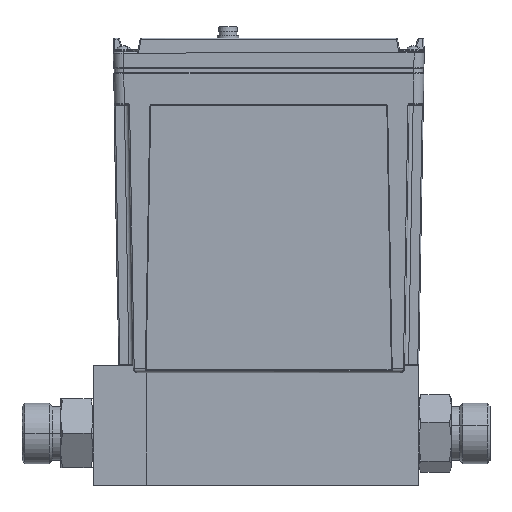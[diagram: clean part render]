
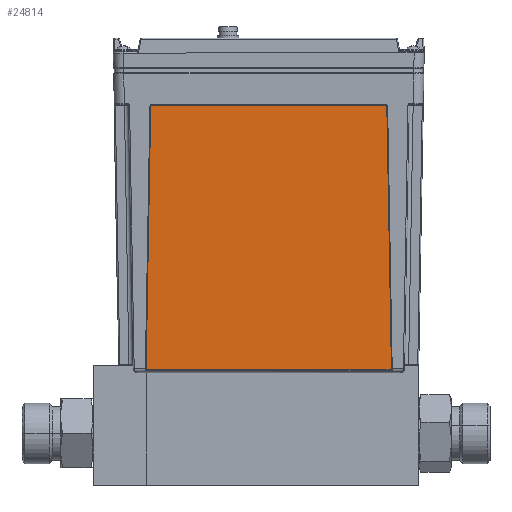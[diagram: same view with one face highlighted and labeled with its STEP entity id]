
A CAD part, top view. The second image highlights one B-rep face of the part: STEP entity #24814.
In plain terms, the highlighted planar face has unit normal (0, -0.018, 1).
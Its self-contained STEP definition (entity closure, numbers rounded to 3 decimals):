
#98 = DIRECTION ( 'NONE',  ( 1., 0., 0. ) ) ;
#158 = VERTEX_POINT ( 'NONE', #33059 ) ;
#995 = CARTESIAN_POINT ( 'NONE',  ( 19.562, 21.07, 24.47 ) ) ;
#1096 = DIRECTION ( 'NONE',  ( 0., -0.017, 1. ) ) ;
#1319 = CARTESIAN_POINT ( 'NONE',  ( 17.878, 117.829, 26.159 ) ) ;
#2053 = CARTESIAN_POINT ( 'NONE',  ( -25.057, 117.829, 26.159 ) ) ;
#2733 = CARTESIAN_POINT ( 'NONE',  ( 19.562, 20.562, 24.461 ) ) ;
#3003 = ORIENTED_EDGE ( 'NONE', *, *, #20682, .T. ) ;
#3130 = CIRCLE ( 'NONE', #14812, 0.508 ) ;
#3676 = CARTESIAN_POINT ( 'NONE',  ( 20.079, 20.562, 24.461 ) ) ;
#4291 = EDGE_CURVE ( 'NONE', #20893, #158, #3130, .T. ) ;
#4445 = CARTESIAN_POINT ( 'NONE',  ( 17.878, 117.321, 26.15 ) ) ;
#5075 = VERTEX_POINT ( 'NONE', #17357 ) ;
#5878 = VECTOR ( 'NONE', #18366, 1000. ) ;
#5986 = AXIS2_PLACEMENT_3D ( 'NONE', #32502, #13472, #28159 ) ;
#6105 = CARTESIAN_POINT ( 'NONE',  ( -67.992, 117.829, 26.159 ) ) ;
#6416 = DIRECTION ( 'NONE',  ( 1., 0., 0. ) ) ;
#6921 = DIRECTION ( 'NONE',  ( -1., 0., 0. ) ) ;
#6942 = CARTESIAN_POINT ( 'NONE',  ( 18.377, 117.829, 26.159 ) ) ;
#7528 = DIRECTION ( 'NONE',  ( 0., -0.017, 1. ) ) ;
#8615 = FACE_OUTER_BOUND ( 'NONE', #9513, .T. ) ;
#8714 = ORIENTED_EDGE ( 'NONE', *, *, #29291, .T. ) ;
#9007 = VERTEX_POINT ( 'NONE', #1319 ) ;
#9513 = EDGE_LOOP ( 'NONE', ( #28453, #13546, #19991, #3003, #17691, #16837, #19287, #8714 ) ) ;
#10846 = CARTESIAN_POINT ( 'NONE',  ( -70.193, 20.562, 24.461 ) ) ;
#10895 = CIRCLE ( 'NONE', #30156, 0.508 ) ;
#11780 = DIRECTION ( 'NONE',  ( 1., 0., 0. ) ) ;
#12086 = VERTEX_POINT ( 'NONE', #33066 ) ;
#12546 = AXIS2_PLACEMENT_3D ( 'NONE', #995, #1096, #11780 ) ;
#12933 = CARTESIAN_POINT ( 'NONE',  ( 20.07, 21.079, 24.47 ) ) ;
#13189 = VERTEX_POINT ( 'NONE', #2733 ) ;
#13292 = VERTEX_POINT ( 'NONE', #12933 ) ;
#13472 = DIRECTION ( 'NONE',  ( 0., -0.017, 1. ) ) ;
#13546 = ORIENTED_EDGE ( 'NONE', *, *, #18903, .T. ) ;
#14142 = DIRECTION ( 'NONE',  ( -0.017, -1., -0.017 ) ) ;
#14398 = EDGE_CURVE ( 'NONE', #158, #24688, #27002, .T. ) ;
#14812 = AXIS2_PLACEMENT_3D ( 'NONE', #22258, #7528, #26553 ) ;
#16201 = VECTOR ( 'NONE', #14142, 1000. ) ;
#16763 = PLANE ( 'NONE',  #21528 ) ;
#16837 = ORIENTED_EDGE ( 'NONE', *, *, #4291, .T. ) ;
#17240 = CARTESIAN_POINT ( 'NONE',  ( -68.491, 117.829, 26.159 ) ) ;
#17357 = CARTESIAN_POINT ( 'NONE',  ( -69.676, 20.562, 24.461 ) ) ;
#17691 = ORIENTED_EDGE ( 'NONE', *, *, #31218, .T. ) ;
#18366 = DIRECTION ( 'NONE',  ( -0.017, 1., 0.017 ) ) ;
#18903 = EDGE_CURVE ( 'NONE', #13189, #13292, #19047, .T. ) ;
#19047 = CIRCLE ( 'NONE', #12546, 0.508 ) ;
#19121 = DIRECTION ( 'NONE',  ( 0., -0.017, 1. ) ) ;
#19287 = ORIENTED_EDGE ( 'NONE', *, *, #14398, .T. ) ;
#19991 = ORIENTED_EDGE ( 'NONE', *, *, #28070, .T. ) ;
#20475 = VECTOR ( 'NONE', #29904, 1000. ) ;
#20682 = EDGE_CURVE ( 'NONE', #12086, #9007, #10895, .T. ) ;
#20893 = VERTEX_POINT ( 'NONE', #6105 ) ;
#21158 = DIRECTION ( 'NONE',  ( 0., -0.017, 1. ) ) ;
#21528 = AXIS2_PLACEMENT_3D ( 'NONE', #2053, #21158, #6416 ) ;
#22258 = CARTESIAN_POINT ( 'NONE',  ( -67.992, 117.321, 26.15 ) ) ;
#22763 = LINE ( 'NONE', #3676, #5878 ) ;
#23393 = LINE ( 'NONE', #6942, #31809 ) ;
#24688 = VERTEX_POINT ( 'NONE', #30909 ) ;
#24814 = ADVANCED_FACE ( 'NONE', ( #8615 ), #16763, .T. ) ;
#25586 = LINE ( 'NONE', #10846, #20475 ) ;
#26553 = DIRECTION ( 'NONE',  ( 1., 0., 0. ) ) ;
#27002 = LINE ( 'NONE', #17240, #16201 ) ;
#28070 = EDGE_CURVE ( 'NONE', #13292, #12086, #22763, .T. ) ;
#28159 = DIRECTION ( 'NONE',  ( 1., 0., 0. ) ) ;
#28453 = ORIENTED_EDGE ( 'NONE', *, *, #30816, .T. ) ;
#29291 = EDGE_CURVE ( 'NONE', #24688, #5075, #33686, .T. ) ;
#29904 = DIRECTION ( 'NONE',  ( 1., 0., 0. ) ) ;
#30156 = AXIS2_PLACEMENT_3D ( 'NONE', #4445, #19121, #98 ) ;
#30816 = EDGE_CURVE ( 'NONE', #5075, #13189, #25586, .T. ) ;
#30909 = CARTESIAN_POINT ( 'NONE',  ( -70.184, 21.079, 24.47 ) ) ;
#31218 = EDGE_CURVE ( 'NONE', #9007, #20893, #23393, .T. ) ;
#31809 = VECTOR ( 'NONE', #6921, 1000. ) ;
#32502 = CARTESIAN_POINT ( 'NONE',  ( -69.676, 21.07, 24.47 ) ) ;
#33059 = CARTESIAN_POINT ( 'NONE',  ( -68.5, 117.33, 26.15 ) ) ;
#33066 = CARTESIAN_POINT ( 'NONE',  ( 18.386, 117.33, 26.15 ) ) ;
#33686 = CIRCLE ( 'NONE', #5986, 0.508 ) ;
